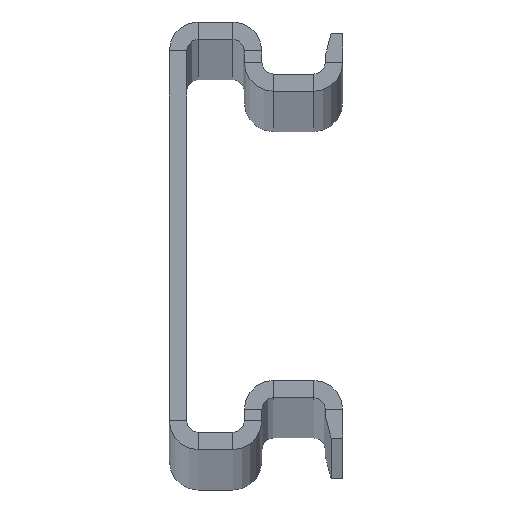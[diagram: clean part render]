
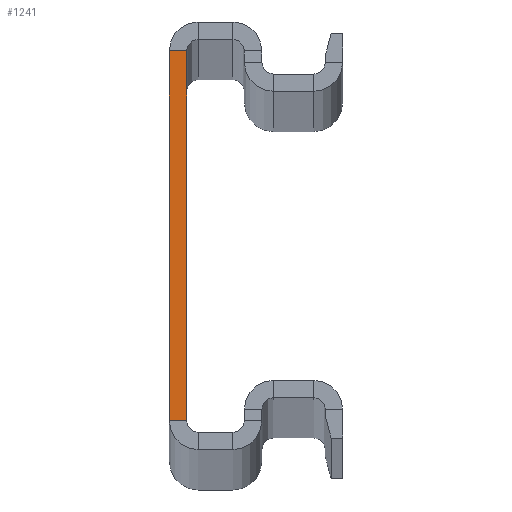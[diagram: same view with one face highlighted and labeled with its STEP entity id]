
A CAD part, top view. The second image highlights one B-rep face of the part: STEP entity #1241.
In plain terms, the highlighted planar face has unit normal (0, 0, 1).
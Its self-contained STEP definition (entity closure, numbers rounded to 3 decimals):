
#282=DIRECTION('',(0.,1.,0.));
#283=VECTOR('',#282,32.);
#284=CARTESIAN_POINT('',(1.5,2.5,2000.));
#285=LINE('',#284,#283);
#286=DIRECTION('',(-1.,0.,0.));
#287=VECTOR('',#286,1.5);
#288=CARTESIAN_POINT('',(1.5,2.5,2000.));
#289=LINE('',#288,#287);
#290=DIRECTION('',(0.,1.,0.));
#291=VECTOR('',#290,32.);
#292=CARTESIAN_POINT('',(0.,2.5,2000.));
#293=LINE('',#292,#291);
#333=DIRECTION('',(-1.,0.,0.));
#334=VECTOR('',#333,1.5);
#335=CARTESIAN_POINT('',(1.5,34.5,2000.));
#336=LINE('',#335,#334);
#652=CARTESIAN_POINT('',(1.5,2.5,2000.));
#653=VERTEX_POINT('',#652);
#656=CARTESIAN_POINT('',(1.5,34.5,2000.));
#657=VERTEX_POINT('',#656);
#720=CARTESIAN_POINT('',(0.,2.5,2000.));
#721=VERTEX_POINT('',#720);
#724=CARTESIAN_POINT('',(0.,34.5,2000.));
#725=VERTEX_POINT('',#724);
#1227=CARTESIAN_POINT('',(0.75,18.5,2000.));
#1228=DIRECTION('',(0.,0.,-1.));
#1229=DIRECTION('',(0.,1.,0.));
#1230=AXIS2_PLACEMENT_3D('',#1227,#1228,#1229);
#1231=PLANE('',#1230);
#1233=ORIENTED_EDGE('',*,*,#1232,.F.);
#1234=ORIENTED_EDGE('',*,*,#1222,.T.);
#1236=ORIENTED_EDGE('',*,*,#1235,.T.);
#1238=ORIENTED_EDGE('',*,*,#1237,.F.);
#1239=EDGE_LOOP('',(#1233,#1234,#1236,#1238));
#1240=FACE_OUTER_BOUND('',#1239,.F.);
#1241=ADVANCED_FACE('',(#1240),#1231,.F.);
#1222=EDGE_CURVE('',#653,#721,#289,.T.);
#1232=EDGE_CURVE('',#653,#657,#285,.T.);
#1235=EDGE_CURVE('',#721,#725,#293,.T.);
#1237=EDGE_CURVE('',#657,#725,#336,.T.);
